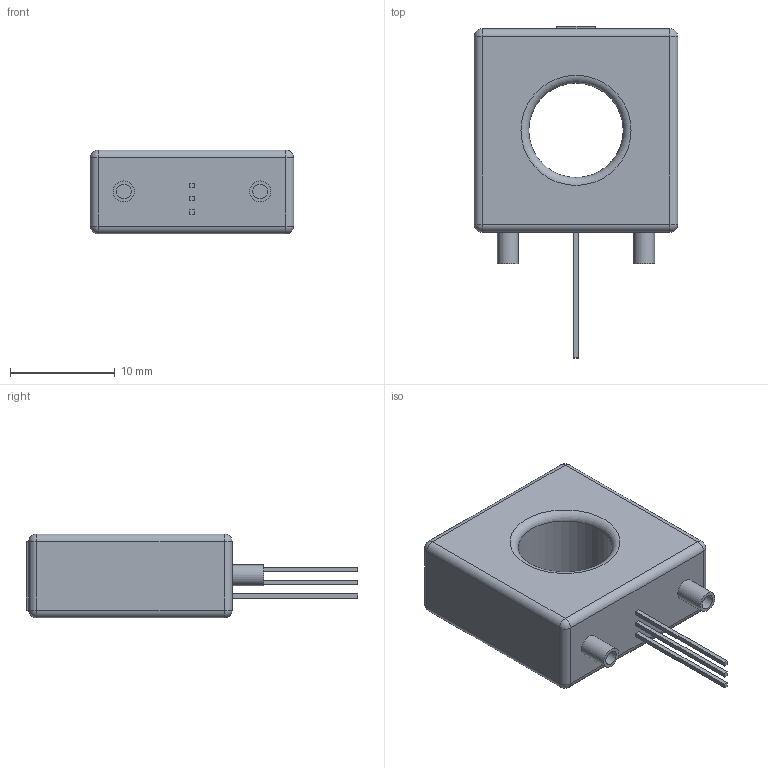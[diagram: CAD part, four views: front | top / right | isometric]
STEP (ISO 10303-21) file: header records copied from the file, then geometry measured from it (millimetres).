
FILE_DESCRIPTION(/* description */ ('STEP AP242','CAx-IF Rec.Pracs.---Representation and Presentation of Product Manufacturing Information (PMI)---4.0---2014-10-13','CAx-IF Rec.Pracs.---3D Tessellated Geometry---0.4---2014-09-14','2;1'),/* implementation_level */ '2;1');
FILE_NAME(/* name */ '6727c1487cc55f0ed2de7068',/* time_stamp */ '2024-11-03T18:30:33Z',/* author */ (''),/* organization */ (''),/* preprocessor_version */ 'ST-DEVELOPER v20',/* originating_system */ 'ONSHAPE BY PTC INC, 1.189',/* authorisation */ ' ');
FILE_SCHEMA (('AP242_MANAGED_MODEL_BASED_3D_ENGINEERING_MIM_LF { 1 0 10303 442 1 1 4 }'));
Length unit declared in the file: metre
Products named in the file (1): Part 1
Bounding box: 19.4 x 31.65 x 8.01 mm (x, y, z)
Volume: 2491.2 mm3; surface area: 1520.6 mm2
Topology: 1 solids, 1 shells, 208 faces, 533 edges, 341 vertices
Faces by surface type: plane 139, bspline 35, cylinder 24, sphere 8, torus 2
Full cylindrical faces by diameter (mm): 1.4 x2, 2 x2, 9 x1
Entity records: 9427 total; most frequent: CARTESIAN_POINT 3466, ORIENTED_EDGE 1032, DIRECTION 831, EDGE_CURVE 516, LINE 383, VECTOR 383, VERTEX_POINT 339, EDGE_LOOP 239
